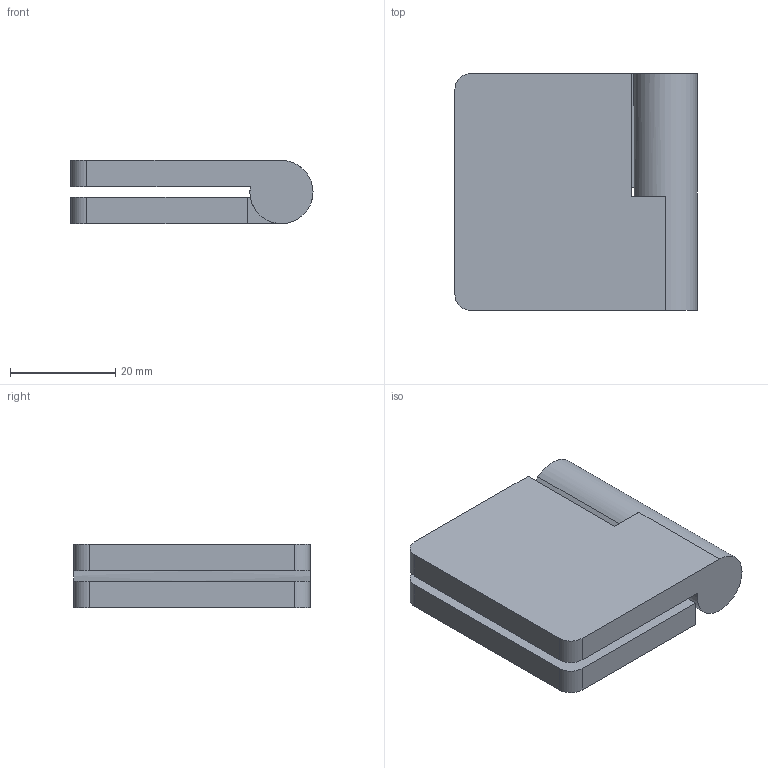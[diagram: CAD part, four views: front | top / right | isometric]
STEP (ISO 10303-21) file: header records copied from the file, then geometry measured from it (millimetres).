
FILE_DESCRIPTION(('STEP AP214'),'1');
FILE_NAME('cctmp_C919F312-8F0A-4FEA-9649-DC08AD6EFE32_2024_12_16_15_15_02_0859_10544..stp','2024-12-16T14:15:03',('Bosch Rexroth AG'),('CADClick - www.CADClick.com'),'Spatial InterOp 3D',' ','unknown authorization - (Healing Option Enabled)');
FILE_SCHEMA(('AUTOMOTIVE_DESIGN'));
Length unit declared in the file: millimetre
Products named in the file (1): 2024_12_16_15_15_02_0843
Bounding box: 46 x 45 x 12 mm (x, y, z)
Volume: 20403.8 mm3; surface area: 9536 mm2
Topology: 1 solids, 4 shells, 38 faces, 90 edges, 60 vertices
Faces by surface type: plane 20, cylinder 18
Entity records: 1432 total; most frequent: DIRECTION 208, CARTESIAN_POINT 189, ORIENTED_EDGE 180, EDGE_CURVE 90, AXIS2_PLACEMENT_3D 79, VERTEX_POINT 60, LINE 50, VECTOR 50
